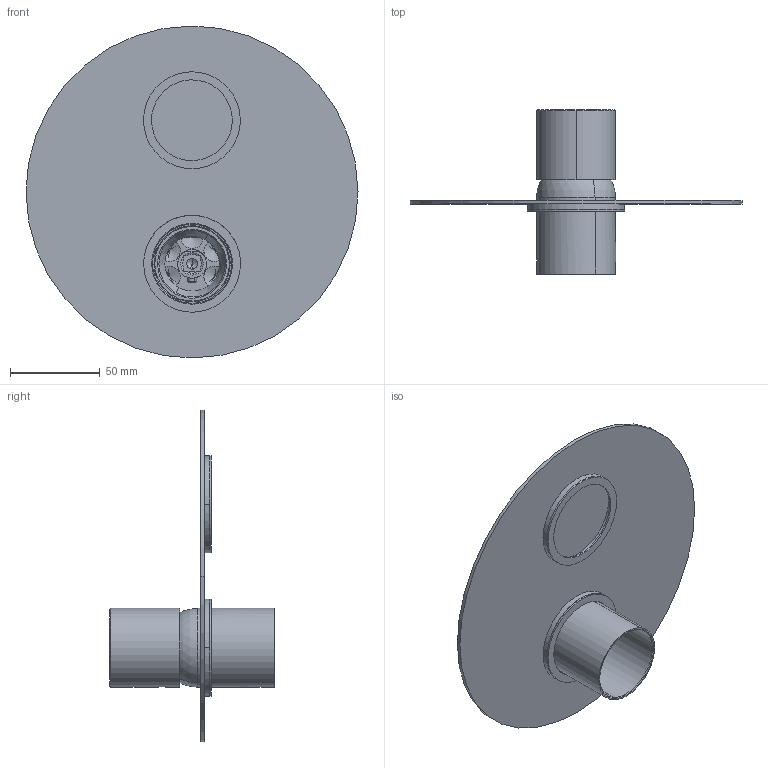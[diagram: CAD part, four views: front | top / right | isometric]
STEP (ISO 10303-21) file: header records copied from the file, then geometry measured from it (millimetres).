
FILE_DESCRIPTION(('CATIA V5 STEP Exchange','CAx-IF Rec.Pracs.--- Model Styling and Organization---1.5--- 2016-08-15','CAx-IF Rec.Pracs.---Supplemental Geometry---1.0---2011-11-01','CAx-IF Rec.Pracs.--- Composite Materials ---3.4---2017-06-13','CAx-IF Rec.Pracs.---Tessellated 3D Geometry---1.0---2015-12-17'),'2;1');
FILE_NAME('X3 0BM01.stp','2022-09-16T06:14:41+00:00',('none'),('none'),'CATIA Version 5-6 Release 2020 SP2','CATIA V5 STEP AP242 v2','none');
FILE_SCHEMA(('AP242_MANAGED_MODEL_BASED_3D_ENGINEERING_MIM_LF {1 0 10303 442 1 1 4}'));
Length unit declared in the file: millimetre
Products named in the file (3): X3 0BM01; xx 00220 0; P47570
Assembly tree (2 placements, depth 2):
  X3 0BM01
    xx 00220 0
    P47570
Bounding box: 185 x 91.5 x 185 mm (x, y, z)
Volume: 91100.5 mm3; surface area: 91308.4 mm2
Topology: 9 solids, 9 shells, 141 faces, 336 edges, 207 vertices
Faces by surface type: cylinder 59, plane 38, cone 38, torus 4, sphere 2
Entity records: 4395 total; most frequent: CARTESIAN_POINT 1273, ORIENTED_EDGE 644, DIRECTION 457, EDGE_CURVE 322, AXIS2_PLACEMENT_3D 225, VERTEX_POINT 207, EDGE_LOOP 167, VECTOR 142
